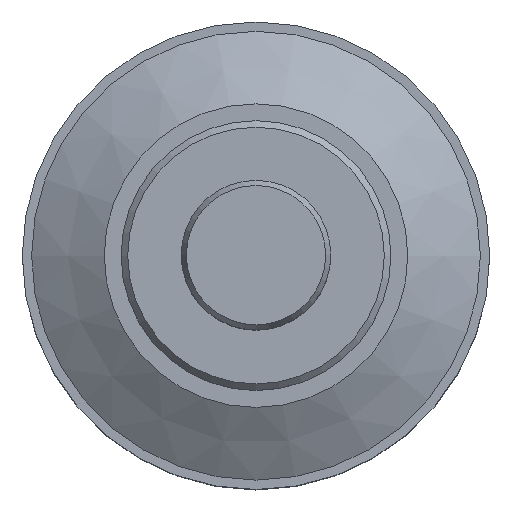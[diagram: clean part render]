
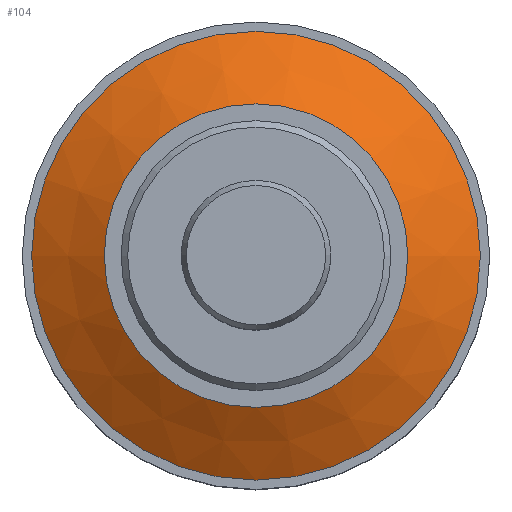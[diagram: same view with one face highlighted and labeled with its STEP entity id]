
A CAD part, top view. The second image highlights one B-rep face of the part: STEP entity #104.
In plain terms, the highlighted conical face has half-angle 59.65 degrees and reference radius 8.116 mm.
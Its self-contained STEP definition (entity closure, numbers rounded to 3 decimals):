
#62=CONICAL_SURFACE('',#267,8.116,59.65);
#74=FACE_BOUND('',#138,.T.);
#75=FACE_BOUND('',#139,.T.);
#104=ADVANCED_FACE('',(#74,#75),#62,.T.);
#138=EDGE_LOOP('',(#174));
#139=EDGE_LOOP('',(#175));
#174=ORIENTED_EDGE('',*,*,#225,.T.);
#175=ORIENTED_EDGE('',*,*,#224,.F.);
#206=VERTEX_POINT('',#385);
#207=VERTEX_POINT('',#388);
#224=EDGE_CURVE('',#206,#206,#242,.T.);
#225=EDGE_CURVE('',#207,#207,#243,.T.);
#242=CIRCLE('',#264,8.116);
#243=CIRCLE('',#266,12.);
#264=AXIS2_PLACEMENT_3D('',#384,#310,#311);
#266=AXIS2_PLACEMENT_3D('',#387,#314,#315);
#267=AXIS2_PLACEMENT_3D('',#389,#316,#317);
#310=DIRECTION('',(0.,0.,1.));
#311=DIRECTION('',(1.,0.,0.));
#314=DIRECTION('',(0.,0.,1.));
#315=DIRECTION('',(1.,0.,0.));
#316=DIRECTION('',(0.,0.,-1.));
#317=DIRECTION('',(-1.,0.,0.));
#384=CARTESIAN_POINT('',(0.,0.,-1.333));
#385=CARTESIAN_POINT('',(8.116,0.,-1.333));
#387=CARTESIAN_POINT('',(0.,0.,-3.607));
#388=CARTESIAN_POINT('',(12.,0.,-3.607));
#389=CARTESIAN_POINT('',(0.,0.,-1.333));
